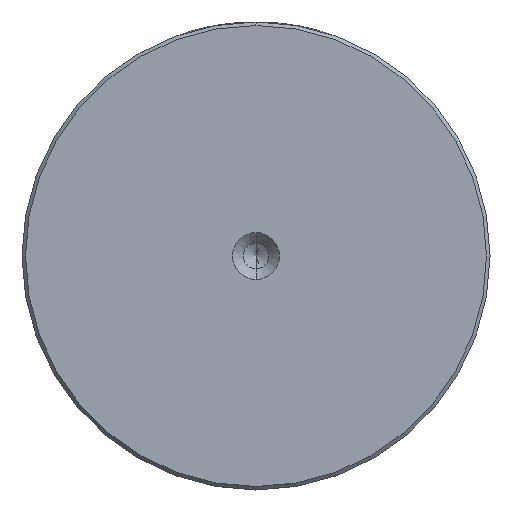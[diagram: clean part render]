
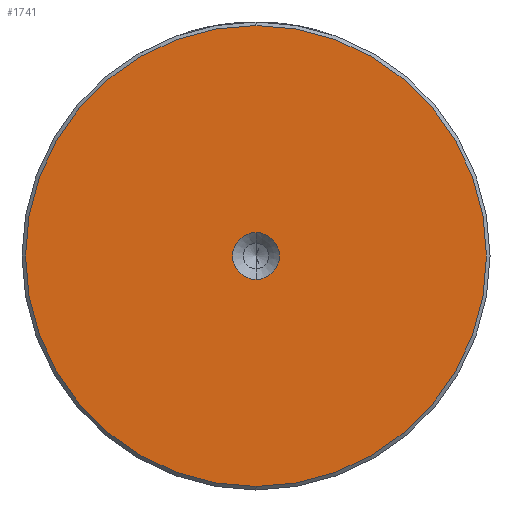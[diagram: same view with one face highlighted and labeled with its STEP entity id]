
A CAD part, left-side view. The second image highlights one B-rep face of the part: STEP entity #1741.
In plain terms, the highlighted planar face has unit normal (-1, 0, 0).
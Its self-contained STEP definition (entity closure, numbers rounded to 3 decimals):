
#20 = EDGE_CURVE ( 'NONE', #1162, #1731, #2690, .T. ) ;
#64 = FACE_OUTER_BOUND ( 'NONE', #946, .T. ) ;
#512 = AXIS2_PLACEMENT_3D ( 'NONE', #968, #2664, #1206 ) ;
#533 = VERTEX_POINT ( 'NONE', #877 ) ;
#642 = CARTESIAN_POINT ( 'NONE',  ( 0., 0., 32.5 ) ) ;
#859 = CIRCLE ( 'NONE', #512, 32.5 ) ;
#867 = DIRECTION ( 'NONE',  ( -1., 0., 0. ) ) ;
#877 = CARTESIAN_POINT ( 'NONE',  ( 0., 0., -3.3 ) ) ;
#946 = EDGE_LOOP ( 'NONE', ( #983, #1012 ) ) ;
#968 = CARTESIAN_POINT ( 'NONE',  ( 0., 0., 0. ) ) ;
#983 = ORIENTED_EDGE ( 'NONE', *, *, #20, .T. ) ;
#1012 = ORIENTED_EDGE ( 'NONE', *, *, #1399, .T. ) ;
#1107 = DIRECTION ( 'NONE',  ( -1., 0., 0. ) ) ;
#1162 = VERTEX_POINT ( 'NONE', #2961 ) ;
#1206 = DIRECTION ( 'NONE',  ( 0., 0., 1. ) ) ;
#1326 = DIRECTION ( 'NONE',  ( -1., 0., 0. ) ) ;
#1399 = EDGE_CURVE ( 'NONE', #1731, #1162, #859, .T. ) ;
#1464 = ORIENTED_EDGE ( 'NONE', *, *, #1782, .F. ) ;
#1731 = VERTEX_POINT ( 'NONE', #642 ) ;
#1741 = ADVANCED_FACE ( 'NONE', ( #64, #2102 ), #2553, .T. ) ;
#1751 = EDGE_CURVE ( 'NONE', #3082, #533, #3087, .T. ) ;
#1782 = EDGE_CURVE ( 'NONE', #533, #3082, #2528, .T. ) ;
#1882 = AXIS2_PLACEMENT_3D ( 'NONE', #2312, #867, #2562 ) ;
#1980 = EDGE_LOOP ( 'NONE', ( #2454, #1464 ) ) ;
#2053 = AXIS2_PLACEMENT_3D ( 'NONE', #2303, #1326, #3034 ) ;
#2102 = FACE_BOUND ( 'NONE', #1980, .T. ) ;
#2303 = CARTESIAN_POINT ( 'NONE',  ( 0., 0., 0. ) ) ;
#2312 = CARTESIAN_POINT ( 'NONE',  ( 0., 0., 0. ) ) ;
#2376 = AXIS2_PLACEMENT_3D ( 'NONE', #2574, #1107, #2802 ) ;
#2454 = ORIENTED_EDGE ( 'NONE', *, *, #1751, .F. ) ;
#2528 = CIRCLE ( 'NONE', #2376, 3.3 ) ;
#2553 = PLANE ( 'NONE',  #2053 ) ;
#2562 = DIRECTION ( 'NONE',  ( 0., 0., 1. ) ) ;
#2574 = CARTESIAN_POINT ( 'NONE',  ( 0., 0., 0. ) ) ;
#2664 = DIRECTION ( 'NONE',  ( -1., 0., 0. ) ) ;
#2690 = CIRCLE ( 'NONE', #3089, 32.5 ) ;
#2802 = DIRECTION ( 'NONE',  ( 0., 0., 1. ) ) ;
#2880 = DIRECTION ( 'NONE',  ( 0., 0., 1. ) ) ;
#2889 = DIRECTION ( 'NONE',  ( -1., 0., 0. ) ) ;
#2961 = CARTESIAN_POINT ( 'NONE',  ( 0., 0., -32.5 ) ) ;
#2981 = CARTESIAN_POINT ( 'NONE',  ( 0., 0., 0. ) ) ;
#3034 = DIRECTION ( 'NONE',  ( 0., 0., 1. ) ) ;
#3036 = CARTESIAN_POINT ( 'NONE',  ( 0., 0., 3.3 ) ) ;
#3082 = VERTEX_POINT ( 'NONE', #3036 ) ;
#3087 = CIRCLE ( 'NONE', #1882, 3.3 ) ;
#3089 = AXIS2_PLACEMENT_3D ( 'NONE', #2981, #2889, #2880 ) ;
